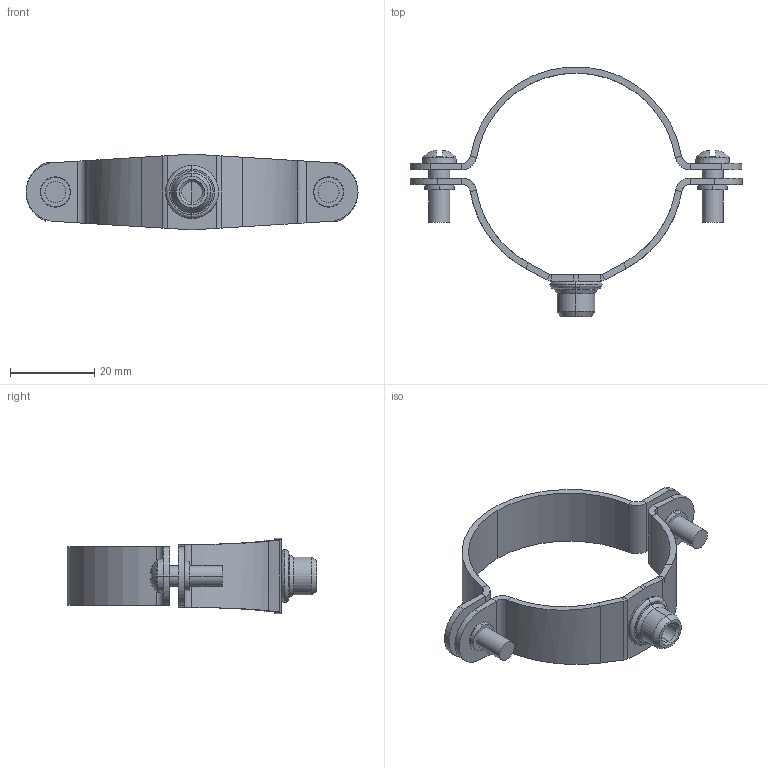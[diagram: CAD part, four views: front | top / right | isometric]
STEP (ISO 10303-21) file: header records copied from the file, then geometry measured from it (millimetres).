
FILE_DESCRIPTION (( 'STEP AP214' ), '1' );
FILE_NAME ('1360684.STP', '2018-01-16T10:38:26', ( '' ), ( '' ), 'SwSTEP 2.0', 'SolidWorks 2016', '' );
FILE_SCHEMA (( 'AUTOMOTIVE_DESIGN' ));
Length unit declared in the file: millimetre
Products named in the file (6): BW001_M5 x 14; BB013-23-01_Standard; 052967_Standard; 013522_1,5; 052621_Standard; 1360684
Assembly tree (6 placements, depth 3):
  1360684
    052967_Standard
      052621_Standard
      013522_1,5
    BB013-23-01_Standard
    BW001_M5 x 14  x2
Bounding box: 79 x 59.41 x 18 mm (x, y, z)
Volume: 5376.2 mm3; surface area: 7835.5 mm2
Topology: 5 solids, 5 shells, 238 faces, 551 edges, 326 vertices
Faces by surface type: plane 125, cylinder 57, cone 24, bspline 16, torus 12, sphere 4
Entity records: 6713 total; most frequent: CARTESIAN_POINT 1450, DIRECTION 959, ORIENTED_EDGE 914, EDGE_CURVE 457, AXIS2_PLACEMENT_3D 348, VERTEX_POINT 271, VECTOR 263, LINE 263
